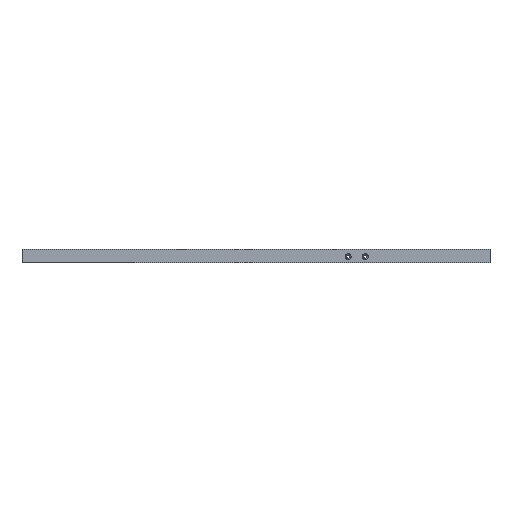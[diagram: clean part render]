
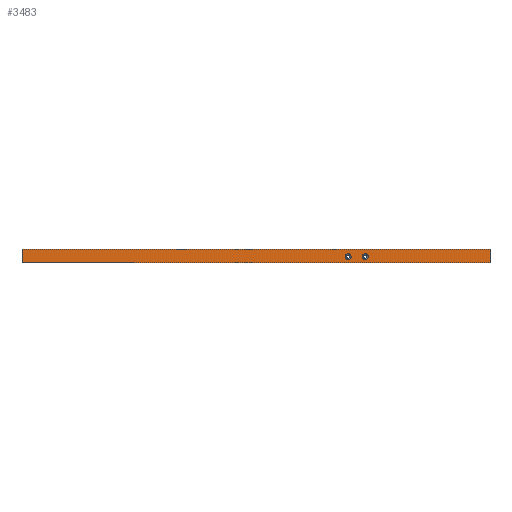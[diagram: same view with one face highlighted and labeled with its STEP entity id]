
A CAD part, left-side view. The second image highlights one B-rep face of the part: STEP entity #3483.
In plain terms, the highlighted planar face has unit normal (-1, 0, 0).
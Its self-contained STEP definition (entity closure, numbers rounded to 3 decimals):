
#271 = CARTESIAN_POINT ( 'NONE',  ( -50., -170.25, 9.525 ) ) ;
#273 = EDGE_CURVE ( 'NONE', #2402, #5988, #4239, .T. ) ;
#521 = FACE_BOUND ( 'NONE', #3095, .T. ) ;
#534 = VERTEX_POINT ( 'NONE', #3467 ) ;
#560 = DIRECTION ( 'NONE',  ( 0., -1., 0. ) ) ;
#680 = VERTEX_POINT ( 'NONE', #3052 ) ;
#739 = EDGE_CURVE ( 'NONE', #5988, #2402, #1227, .T. ) ;
#746 = EDGE_CURVE ( 'NONE', #1584, #5435, #3606, .T. ) ;
#895 = AXIS2_PLACEMENT_3D ( 'NONE', #1598, #1495, #3649 ) ;
#897 = ORIENTED_EDGE ( 'NONE', *, *, #739, .F. ) ;
#992 = VERTEX_POINT ( 'NONE', #1211 ) ;
#1211 = CARTESIAN_POINT ( 'NONE',  ( -50., -170.25, 0. ) ) ;
#1227 = CIRCLE ( 'NONE', #3450, 2.2 ) ;
#1278 = EDGE_LOOP ( 'NONE', ( #2892, #3422 ) ) ;
#1495 = DIRECTION ( 'NONE',  ( -1., 0., 0. ) ) ;
#1508 = CIRCLE ( 'NONE', #3619, 2.2 ) ;
#1553 = CARTESIAN_POINT ( 'NONE',  ( -50., -67., 4.275 ) ) ;
#1584 = VERTEX_POINT ( 'NONE', #6133 ) ;
#1598 = CARTESIAN_POINT ( 'NONE',  ( -50., -79.5, 4.275 ) ) ;
#2059 = FACE_BOUND ( 'NONE', #1278, .T. ) ;
#2115 = EDGE_CURVE ( 'NONE', #1584, #6517, #4328, .T. ) ;
#2276 = DIRECTION ( 'NONE',  ( -1., 0., 0. ) ) ;
#2368 = ORIENTED_EDGE ( 'NONE', *, *, #4919, .F. ) ;
#2370 = ORIENTED_EDGE ( 'NONE', *, *, #746, .T. ) ;
#2402 = VERTEX_POINT ( 'NONE', #4205 ) ;
#2515 = DIRECTION ( 'NONE',  ( 0., 1., 0. ) ) ;
#2793 = LINE ( 'NONE', #3339, #3381 ) ;
#2892 = ORIENTED_EDGE ( 'NONE', *, *, #5459, .F. ) ;
#3052 = CARTESIAN_POINT ( 'NONE',  ( -50., -67., 6.475 ) ) ;
#3095 = EDGE_LOOP ( 'NONE', ( #897, #4565 ) ) ;
#3101 = PLANE ( 'NONE',  #4340 ) ;
#3266 = ORIENTED_EDGE ( 'NONE', *, *, #4772, .T. ) ;
#3304 = EDGE_CURVE ( 'NONE', #534, #680, #4368, .T. ) ;
#3339 = CARTESIAN_POINT ( 'NONE',  ( -50., 170.25, 0. ) ) ;
#3381 = VECTOR ( 'NONE', #4388, 1000. ) ;
#3422 = ORIENTED_EDGE ( 'NONE', *, *, #3304, .F. ) ;
#3450 = AXIS2_PLACEMENT_3D ( 'NONE', #3569, #5683, #5229 ) ;
#3467 = CARTESIAN_POINT ( 'NONE',  ( -50., -67., 2.075 ) ) ;
#3483 = ADVANCED_FACE ( 'NONE', ( #5697, #521, #2059 ), #3101, .F. ) ;
#3547 = DIRECTION ( 'NONE',  ( 1., 0., 0. ) ) ;
#3569 = CARTESIAN_POINT ( 'NONE',  ( -50., -79.5, 4.275 ) ) ;
#3606 = LINE ( 'NONE', #5719, #5218 ) ;
#3619 = AXIS2_PLACEMENT_3D ( 'NONE', #1553, #4130, #5753 ) ;
#3649 = DIRECTION ( 'NONE',  ( 0., 0., 1. ) ) ;
#3878 = EDGE_LOOP ( 'NONE', ( #3266, #2368, #5417, #2370 ) ) ;
#4130 = DIRECTION ( 'NONE',  ( -1., 0., 0. ) ) ;
#4205 = CARTESIAN_POINT ( 'NONE',  ( -50., -79.5, 2.075 ) ) ;
#4239 = CIRCLE ( 'NONE', #895, 2.2 ) ;
#4328 = LINE ( 'NONE', #5952, #5559 ) ;
#4340 = AXIS2_PLACEMENT_3D ( 'NONE', #6221, #3547, #2515 ) ;
#4368 = CIRCLE ( 'NONE', #5248, 2.2 ) ;
#4388 = DIRECTION ( 'NONE',  ( 0., -1., 0. ) ) ;
#4491 = LINE ( 'NONE', #271, #6708 ) ;
#4565 = ORIENTED_EDGE ( 'NONE', *, *, #273, .F. ) ;
#4678 = DIRECTION ( 'NONE',  ( 0., 0., -1. ) ) ;
#4772 = EDGE_CURVE ( 'NONE', #5435, #992, #2793, .T. ) ;
#4919 = EDGE_CURVE ( 'NONE', #6517, #992, #4491, .T. ) ;
#4944 = DIRECTION ( 'NONE',  ( 0., 0., 1. ) ) ;
#5043 = DIRECTION ( 'NONE',  ( 0., 0., -1. ) ) ;
#5130 = CARTESIAN_POINT ( 'NONE',  ( -50., -170.25, 9.525 ) ) ;
#5218 = VECTOR ( 'NONE', #4678, 1000. ) ;
#5229 = DIRECTION ( 'NONE',  ( 0., 0., 1. ) ) ;
#5248 = AXIS2_PLACEMENT_3D ( 'NONE', #5324, #2276, #4944 ) ;
#5324 = CARTESIAN_POINT ( 'NONE',  ( -50., -67., 4.275 ) ) ;
#5417 = ORIENTED_EDGE ( 'NONE', *, *, #2115, .F. ) ;
#5435 = VERTEX_POINT ( 'NONE', #5822 ) ;
#5459 = EDGE_CURVE ( 'NONE', #680, #534, #1508, .T. ) ;
#5559 = VECTOR ( 'NONE', #560, 1000. ) ;
#5683 = DIRECTION ( 'NONE',  ( -1., 0., 0. ) ) ;
#5697 = FACE_OUTER_BOUND ( 'NONE', #3878, .T. ) ;
#5719 = CARTESIAN_POINT ( 'NONE',  ( -50., 170.25, 9.525 ) ) ;
#5753 = DIRECTION ( 'NONE',  ( 0., 0., 1. ) ) ;
#5822 = CARTESIAN_POINT ( 'NONE',  ( -50., 170.25, 0. ) ) ;
#5952 = CARTESIAN_POINT ( 'NONE',  ( -50., 170.25, 9.525 ) ) ;
#5984 = CARTESIAN_POINT ( 'NONE',  ( -50., -79.5, 6.475 ) ) ;
#5988 = VERTEX_POINT ( 'NONE', #5984 ) ;
#6133 = CARTESIAN_POINT ( 'NONE',  ( -50., 170.25, 9.525 ) ) ;
#6221 = CARTESIAN_POINT ( 'NONE',  ( -50., 170.25, 9.525 ) ) ;
#6517 = VERTEX_POINT ( 'NONE', #5130 ) ;
#6708 = VECTOR ( 'NONE', #5043, 1000. ) ;
